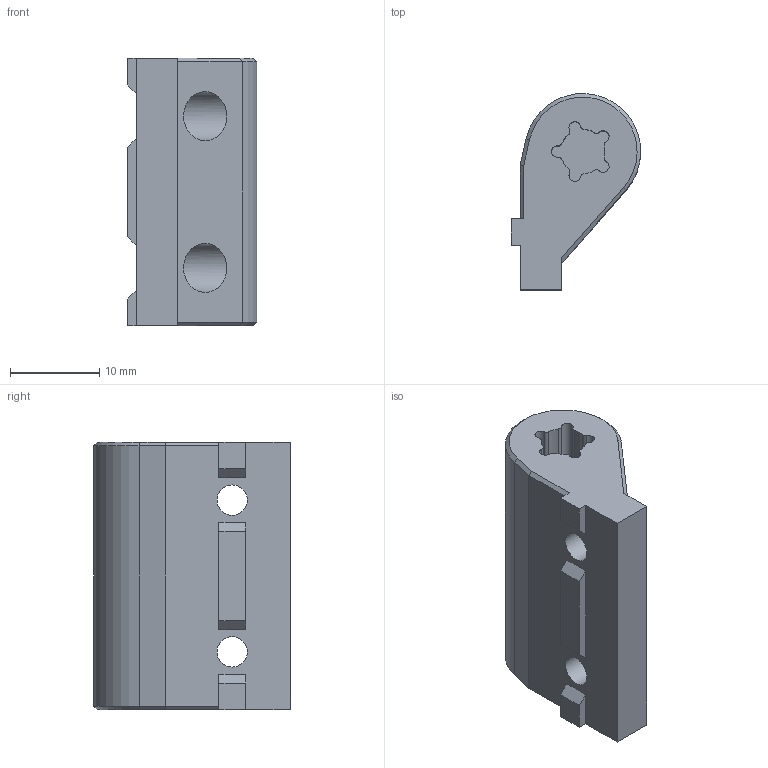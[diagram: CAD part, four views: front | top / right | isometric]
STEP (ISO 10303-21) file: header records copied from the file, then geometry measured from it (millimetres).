
FILE_DESCRIPTION(/* description */ (''),/* implementation_level */ '2;1');
FILE_NAME(/* name */ 'mini_fridge_bottom_latch_left.step',/* time_stamp */ '2023-11-20T23:00:48-08:00',/* author */ (''),/* organization */ (''),/* preprocessor_version */ 'ST-DEVELOPER v20',/* originating_system */ 'Autodesk Translation Framework v12.14.0.127',/* authorisation */ '');
FILE_SCHEMA (('AUTOMOTIVE_DESIGN { 1 0 10303 214 3 1 1 }'));
Length unit declared in the file: millimetre
Products named in the file (1): (Unsaved)
Bounding box: 14.5 x 22.02 x 30 mm (x, y, z)
Volume: 5286.1 mm3; surface area: 2944.6 mm2
Topology: 1 solids, 1 shells, 56 faces, 144 edges, 94 vertices
Faces by surface type: plane 29, cylinder 25, cone 2
Full cylindrical faces by diameter (mm): 3.4 x2, 5.5 x2
Entity records: 1753 total; most frequent: DIRECTION 310, CARTESIAN_POINT 295, ORIENTED_EDGE 288, EDGE_CURVE 144, AXIS2_PLACEMENT_3D 109, VERTEX_POINT 94, LINE 92, VECTOR 92
